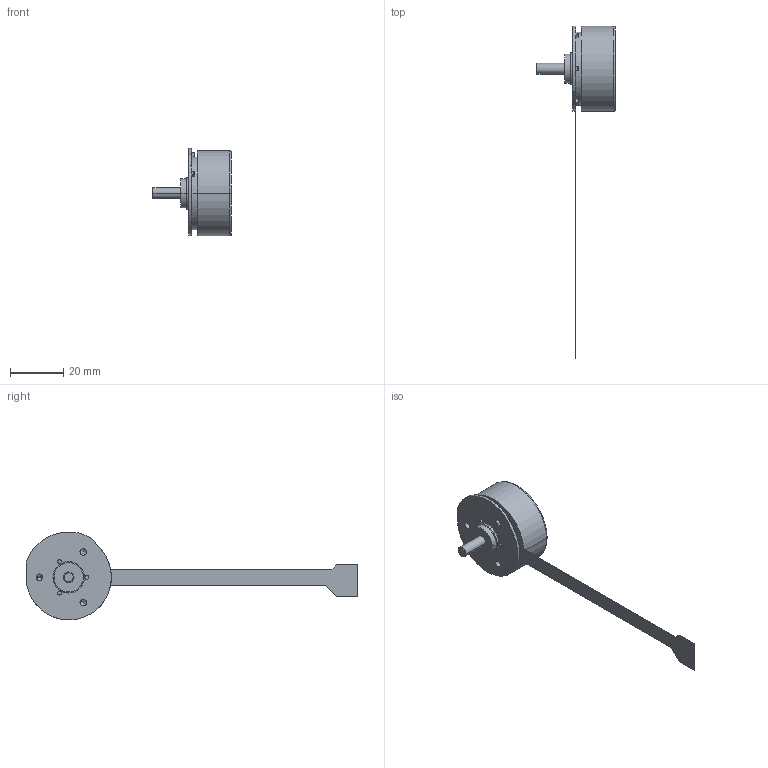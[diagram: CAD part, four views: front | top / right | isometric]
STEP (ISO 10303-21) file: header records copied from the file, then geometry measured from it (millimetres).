
FILE_DESCRIPTION((''),'2;1');
FILE_NAME('339267_EC32FL_15W_A','2016-10-10T',('mmagpetk'),(''),'CREO PARAMETRIC BY PTC INC, 2016050','CREO PARAMETRIC BY PTC INC, 2016050','');
FILE_SCHEMA(('CONFIG_CONTROL_DESIGN'));
Length unit declared in the file: millimetre
Products named in the file (1): 339267_EC32FL_15W_A
Bounding box: 29.9 x 124.5 x 32.98 mm (x, y, z)
Volume: 12792.5 mm3; surface area: 5304.6 mm2
Topology: 1 solids, 1 shells, 75 faces, 181 edges, 113 vertices
Faces by surface type: plane 37, cylinder 24, torus 8, cone 6
Entity records: 2797 total; most frequent: DIRECTION 401, CARTESIAN_POINT 363, ORIENTED_EDGE 350, PRESENTATION_STYLE_ASSIGNMENT 176, STYLED_ITEM 176, CURVE_STYLE 175, EDGE_CURVE 175, AXIS2_PLACEMENT_3D 151
